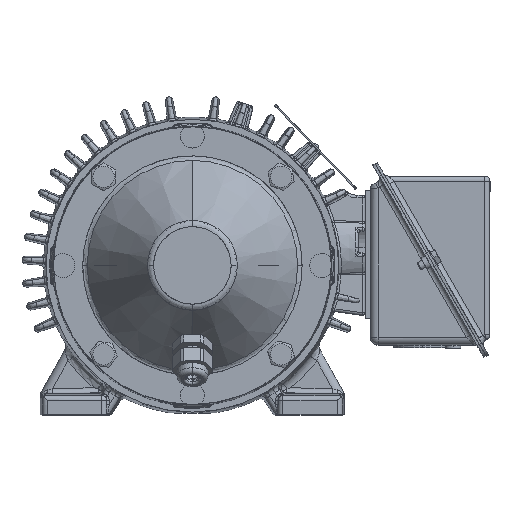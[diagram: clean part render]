
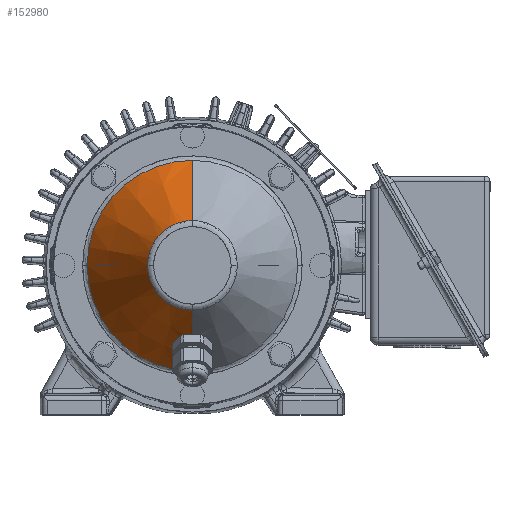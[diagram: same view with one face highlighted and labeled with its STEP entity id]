
A CAD part, top view. The second image highlights one B-rep face of the part: STEP entity #152980.
In plain terms, the highlighted conical face has half-angle 33.547 degrees and reference radius 62.558 mm.
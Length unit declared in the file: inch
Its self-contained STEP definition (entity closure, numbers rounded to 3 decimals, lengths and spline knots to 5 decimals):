
#449 = CARTESIAN_POINT ( 'NONE',  ( -0.23032, -1.92351, -0.48444 ) ) ;
#999 = CARTESIAN_POINT ( 'NONE',  ( -0.26429, -1.75535, -0.24001 ) ) ;
#1046 = VERTEX_POINT ( 'NONE', #12440 ) ;
#3208 = CIRCLE ( 'NONE', #130291, 2.46292 ) ;
#5755 = EDGE_LOOP ( 'NONE', ( #157722, #67669, #149905, #12377, #21991, #38315, #21207 ) ) ;
#11248 = CARTESIAN_POINT ( 'NONE',  ( -0.177, -1.70152, -0.14273 ) ) ;
#12328 = CARTESIAN_POINT ( 'NONE',  ( 0., -1.99549, -0.57233 ) ) ;
#12377 = ORIENTED_EDGE ( 'NONE', *, *, #149172, .T. ) ;
#12440 = CARTESIAN_POINT ( 'NONE',  ( -2.46292, 0., -1.27728 ) ) ;
#12854 = CARTESIAN_POINT ( 'NONE',  ( -0.24621, -1.90892, -0.4656 ) ) ;
#13356 = CARTESIAN_POINT ( 'NONE',  ( -0.25122, -1.7425, -0.21796 ) ) ;
#13970 = AXIS2_PLACEMENT_3D ( 'NONE', #15660, #53928, #66835 ) ;
#15660 = CARTESIAN_POINT ( 'NONE',  ( 0., 0., -1.27728 ) ) ;
#17955 = CARTESIAN_POINT ( 'NONE',  ( -0.09361, -1.68143, -0.10248 ) ) ;
#21207 = ORIENTED_EDGE ( 'NONE', *, *, #145615, .T. ) ;
#21991 = ORIENTED_EDGE ( 'NONE', *, *, #51523, .T. ) ;
#23706 = CARTESIAN_POINT ( 'NONE',  ( -0.25114, -1.9039, -0.45906 ) ) ;
#24741 = CARTESIAN_POINT ( 'NONE',  ( -0.14525, -1.9706, -0.54276 ) ) ;
#25276 = CARTESIAN_POINT ( 'NONE',  ( -0.28006, -1.86227, -0.40299 ) ) ;
#25810 = CARTESIAN_POINT ( 'NONE',  ( -0.23063, -1.72688, -0.19032 ) ) ;
#26471 = CIRCLE ( 'NONE', #32211, 1.05126 ) ;
#27786 = DIRECTION ( 'NONE',  ( 0., 0.553, -0.833 ) ) ;
#32211 = AXIS2_PLACEMENT_3D ( 'NONE', #99292, #59655, #111719 ) ;
#37665 = CARTESIAN_POINT ( 'NONE',  ( -0.28801, -1.8406, -0.37251 ) ) ;
#38315 = ORIENTED_EDGE ( 'NONE', *, *, #92814, .F. ) ;
#39016 = CARTESIAN_POINT ( 'NONE',  ( 0., 0., -1.27728 ) ) ;
#40613 = CARTESIAN_POINT ( 'NONE',  ( 0., -1.67495, -0.08892 ) ) ;
#41883 = LINE ( 'NONE', #101423, #136264 ) ;
#44793 = VERTEX_POINT ( 'NONE', #84678 ) ;
#46934 = EDGE_CURVE ( 'NONE', #147666, #142974, #41883, .T. ) ;
#47954 = VERTEX_POINT ( 'NONE', #109599 ) ;
#50004 = CARTESIAN_POINT ( 'NONE',  ( -0.2899, -1.8088, -0.32559 ) ) ;
#51523 = EDGE_CURVE ( 'NONE', #1046, #138250, #110447, .T. ) ;
#52902 = DIRECTION ( 'NONE',  ( 0., 0., 1. ) ) ;
#53045 = CARTESIAN_POINT ( 'NONE',  ( -0.14537, -1.69214, -0.12421 ) ) ;
#53928 = DIRECTION ( 'NONE',  ( 0., 0., -1. ) ) ;
#59655 = DIRECTION ( 'NONE',  ( 0., 0., -1. ) ) ;
#60910 = CARTESIAN_POINT ( 'NONE',  ( -0.28803, -1.79829, -0.30949 ) ) ;
#61399 = CARTESIAN_POINT ( 'NONE',  ( -0.26007, -1.89377, -0.44572 ) ) ;
#61913 = CARTESIAN_POINT ( 'NONE',  ( -0.17674, -1.95714, -0.52641 ) ) ;
#64421 = AXIS2_PLACEMENT_3D ( 'NONE', #39016, #100263, #89486 ) ;
#65350 = CARTESIAN_POINT ( 'NONE',  ( -0.03837, -1.67579, -0.09069 ) ) ;
#65889 = CARTESIAN_POINT ( 'NONE',  ( -0.15348, -1.69434, -0.1286 ) ) ;
#66835 = DIRECTION ( 'NONE',  ( 0., 1., 0. ) ) ;
#67669 = ORIENTED_EDGE ( 'NONE', *, *, #148447, .T. ) ;
#72404 = CARTESIAN_POINT ( 'NONE',  ( 0., -2.46292, -1.27728 ) ) ;
#72638 = CARTESIAN_POINT ( 'NONE',  ( -0.07502, -1.98913, -0.56484 ) ) ;
#74221 = CARTESIAN_POINT ( 'NONE',  ( -0.21833, -1.93259, -0.49593 ) ) ;
#74704 = CARTESIAN_POINT ( 'NONE',  ( -0.27518, -1.76888, -0.26265 ) ) ;
#84678 = CARTESIAN_POINT ( 'NONE',  ( 0., -1.67495, -0.08892 ) ) ;
#84978 = CARTESIAN_POINT ( 'NONE',  ( -0.19162, -1.70706, -0.15343 ) ) ;
#85519 = CARTESIAN_POINT ( 'NONE',  ( -0.01917, -1.99548, -0.57232 ) ) ;
#85731 = CARTESIAN_POINT ( 'NONE',  ( 0., -2.46292, -1.27728 ) ) ;
#86023 = CARTESIAN_POINT ( 'NONE',  ( -0.06583, -1.99063, -0.56661 ) ) ;
#87045 = CARTESIAN_POINT ( 'NONE',  ( -0.26018, -1.75094, -0.2325 ) ) ;
#88491 = B_SPLINE_CURVE_WITH_KNOTS ( 'NONE', 3,
 ( #12328, #85519, #97809, #86023, #72638, #123241, #148061, #135627, #24741, #61913, #97302, #74221, #449, #12854, #23706, #61399, #122738, #98903, #25276, #111335, #37665, #123764, #50004, #60910, #148580, #74704, #999, #87045, #13356, #99414, #25810, #146458, #84978, #11248, #65889, #53045, #91615, #103478, #17955, #114352, #65350, #138571, #40613 ),
 .UNSPECIFIED., .F., .F.,
 ( 4, 2, 2, 2, 2, 2, 2, 2, 1, 2, 2, 2, 2, 2, 2, 2, 2, 2, 2, 2, 2, 4 ),
 ( 0., 0.00144, 0.00216, 0.00288, 0.00432, 0.00576, 0.0072, 0.00792, 0.00864, 0.00936, 0.01008, 0.01152, 0.01296, 0.0144, 0.01512, 0.01584, 0.01728, 0.01872, 0.01944, 0.02016, 0.0216, 0.02304 ),
 .UNSPECIFIED. ) ;
#89486 = DIRECTION ( 'NONE',  ( 0., 1., 0. ) ) ;
#90111 = VECTOR ( 'NONE', #123464, 39.37008 ) ;
#91615 = CARTESIAN_POINT ( 'NONE',  ( -0.12861, -1.6881, -0.1161 ) ) ;
#92814 = EDGE_CURVE ( 'NONE', #125325, #138250, #99718, .T. ) ;
#97302 = CARTESIAN_POINT ( 'NONE',  ( -0.19163, -1.94937, -0.51687 ) ) ;
#97809 = CARTESIAN_POINT ( 'NONE',  ( -0.03802, -1.99425, -0.57087 ) ) ;
#98624 = CARTESIAN_POINT ( 'NONE',  ( 0., -2.46292, -1.27728 ) ) ;
#98625 = LINE ( 'NONE', #72404, #131495 ) ;
#98903 = CARTESIAN_POINT ( 'NONE',  ( -0.27454, -1.87294, -0.41769 ) ) ;
#99292 = CARTESIAN_POINT ( 'NONE',  ( 0., 0., 0.85169 ) ) ;
#99414 = CARTESIAN_POINT ( 'NONE',  ( -0.24635, -1.73847, -0.2109 ) ) ;
#99718 = LINE ( 'NONE', #85731, #90111 ) ;
#100263 = DIRECTION ( 'NONE',  ( 0., 0., 1. ) ) ;
#101423 = CARTESIAN_POINT ( 'NONE',  ( 0., 2.46292, -1.27728 ) ) ;
#103478 = CARTESIAN_POINT ( 'NONE',  ( -0.11992, -1.68627, -0.11238 ) ) ;
#104661 = FACE_OUTER_BOUND ( 'NONE', #5755, .T. ) ;
#109002 = CARTESIAN_POINT ( 'NONE',  ( 0., 2.46292, -1.27728 ) ) ;
#109599 = CARTESIAN_POINT ( 'NONE',  ( 0., -1.05126, 0.85169 ) ) ;
#110447 = CIRCLE ( 'NONE', #64421, 2.46292 ) ;
#111335 = CARTESIAN_POINT ( 'NONE',  ( -0.28241, -1.85684, -0.39542 ) ) ;
#111719 = DIRECTION ( 'NONE',  ( 0., 1., 0. ) ) ;
#114352 = CARTESIAN_POINT ( 'NONE',  ( -0.07555, -1.67903, -0.09748 ) ) ;
#122738 = CARTESIAN_POINT ( 'NONE',  ( -0.26815, -1.88349, -0.43204 ) ) ;
#123241 = CARTESIAN_POINT ( 'NONE',  ( -0.09324, -1.98553, -0.56058 ) ) ;
#123464 = DIRECTION ( 'NONE',  ( 0., -0.553, -0.833 ) ) ;
#123764 = CARTESIAN_POINT ( 'NONE',  ( -0.28986, -1.82991, -0.35702 ) ) ;
#125325 = VERTEX_POINT ( 'NONE', #146035 ) ;
#126046 = DIRECTION ( 'NONE',  ( 0., 1., 0. ) ) ;
#127067 = CARTESIAN_POINT ( 'NONE',  ( 0., 0., -1.27728 ) ) ;
#130291 = AXIS2_PLACEMENT_3D ( 'NONE', #127067, #52902, #126046 ) ;
#131495 = VECTOR ( 'NONE', #159153, 39.37008 ) ;
#134239 = CARTESIAN_POINT ( 'NONE',  ( 0., 1.05126, 0.85169 ) ) ;
#135627 = CARTESIAN_POINT ( 'NONE',  ( -0.12861, -1.97635, -0.54965 ) ) ;
#135650 = CONICAL_SURFACE ( 'NONE', #13970, 2.46292, 0.586 ) ;
#136123 = EDGE_CURVE ( 'NONE', #47954, #44793, #98625, .T. ) ;
#136264 = VECTOR ( 'NONE', #27786, 39.37008 ) ;
#138250 = VERTEX_POINT ( 'NONE', #98624 ) ;
#138571 = CARTESIAN_POINT ( 'NONE',  ( -0.01917, -1.67496, -0.08892 ) ) ;
#142974 = VERTEX_POINT ( 'NONE', #109002 ) ;
#145615 = EDGE_CURVE ( 'NONE', #125325, #44793, #88491, .T. ) ;
#146035 = CARTESIAN_POINT ( 'NONE',  ( 0., -1.99549, -0.57233 ) ) ;
#146458 = CARTESIAN_POINT ( 'NONE',  ( -0.21865, -1.71984, -0.17742 ) ) ;
#147666 = VERTEX_POINT ( 'NONE', #134239 ) ;
#148061 = CARTESIAN_POINT ( 'NONE',  ( -0.10229, -1.98342, -0.55808 ) ) ;
#148447 = EDGE_CURVE ( 'NONE', #47954, #147666, #26471, .T. ) ;
#148580 = CARTESIAN_POINT ( 'NONE',  ( -0.28064, -1.77836, -0.27806 ) ) ;
#149172 = EDGE_CURVE ( 'NONE', #142974, #1046, #3208, .T. ) ;
#149905 = ORIENTED_EDGE ( 'NONE', *, *, #46934, .T. ) ;
#152980 = ADVANCED_FACE ( 'NONE', ( #104661 ), #135650, .T. ) ;
#157722 = ORIENTED_EDGE ( 'NONE', *, *, #136123, .F. ) ;
#159153 = DIRECTION ( 'NONE',  ( 0., -0.553, -0.833 ) ) ;
